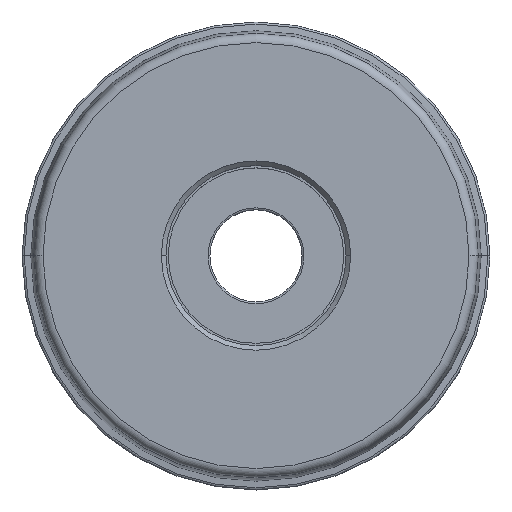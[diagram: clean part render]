
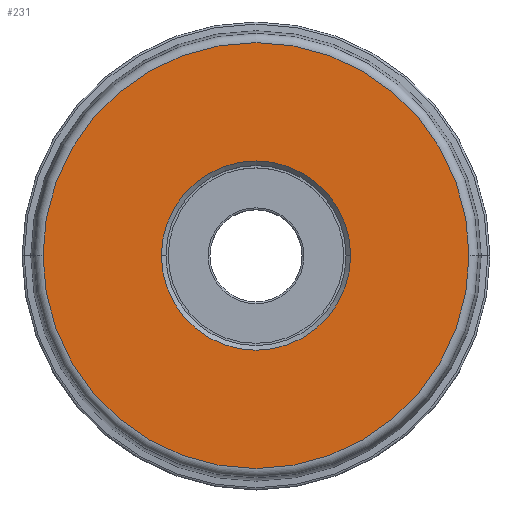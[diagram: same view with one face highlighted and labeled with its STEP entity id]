
A CAD part, top view. The second image highlights one B-rep face of the part: STEP entity #231.
In plain terms, the highlighted planar face has unit normal (0, 0, 1).
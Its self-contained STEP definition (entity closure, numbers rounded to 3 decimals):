
#231=ADVANCED_FACE('',(#298,#299),#291,.F.);
#291=PLANE('',#1508);
#298=FACE_BOUND('',#336,.T.);
#299=FACE_BOUND('',#337,.T.);
#336=EDGE_LOOP('',(#512,#513));
#337=EDGE_LOOP('',(#514,#515));
#512=ORIENTED_EDGE('',*,*,#916,.T.);
#513=ORIENTED_EDGE('',*,*,#917,.T.);
#514=ORIENTED_EDGE('',*,*,#918,.T.);
#515=ORIENTED_EDGE('',*,*,#919,.T.);
#790=VERTEX_POINT('',#2383);
#791=VERTEX_POINT('',#2384);
#792=VERTEX_POINT('',#2387);
#793=VERTEX_POINT('',#2388);
#916=EDGE_CURVE('',#790,#791,#1093,.T.);
#917=EDGE_CURVE('',#791,#790,#1094,.T.);
#918=EDGE_CURVE('',#792,#793,#1095,.T.);
#919=EDGE_CURVE('',#793,#792,#1096,.T.);
#1093=CIRCLE('',#1504,46.25);
#1094=CIRCLE('',#1505,46.25);
#1095=CIRCLE('',#1506,20.55);
#1096=CIRCLE('',#1507,20.55);
#1504=AXIS2_PLACEMENT_3D('',#2382,#1846,#1847);
#1505=AXIS2_PLACEMENT_3D('',#2385,#1848,#1849);
#1506=AXIS2_PLACEMENT_3D('',#2386,#1850,#1851);
#1507=AXIS2_PLACEMENT_3D('',#2389,#1852,#1853);
#1508=AXIS2_PLACEMENT_3D('',#2390,#1854,#1855);
#1846=DIRECTION('',(0.,0.,1.));
#1847=DIRECTION('',(1.,0.,0.));
#1848=DIRECTION('',(0.,0.,1.));
#1849=DIRECTION('',(-1.,0.,0.));
#1850=DIRECTION('',(0.,0.,-1.));
#1851=DIRECTION('',(-1.,0.,0.));
#1852=DIRECTION('',(0.,0.,-1.));
#1853=DIRECTION('',(1.,0.,0.));
#1854=DIRECTION('',(0.,0.,-1.));
#1855=DIRECTION('',(1.,0.,0.));
#2382=CARTESIAN_POINT('',(0.,0.,0.));
#2383=CARTESIAN_POINT('',(46.25,0.,0.));
#2384=CARTESIAN_POINT('',(-46.25,0.,0.));
#2385=CARTESIAN_POINT('',(0.,0.,0.));
#2386=CARTESIAN_POINT('',(0.,0.,0.));
#2387=CARTESIAN_POINT('',(-20.55,0.,0.));
#2388=CARTESIAN_POINT('',(20.55,0.,0.));
#2389=CARTESIAN_POINT('',(0.,0.,0.));
#2390=CARTESIAN_POINT('',(0.,0.,0.));
